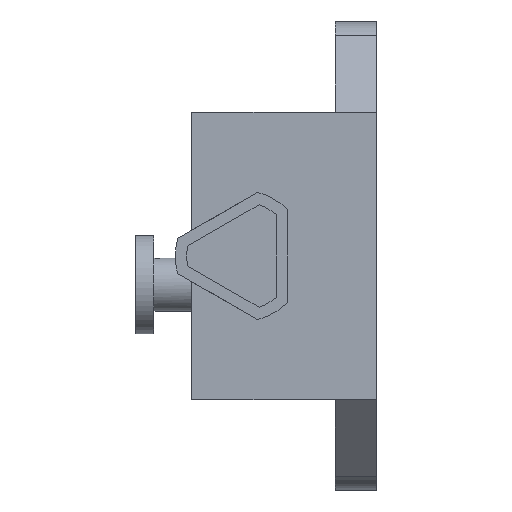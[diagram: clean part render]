
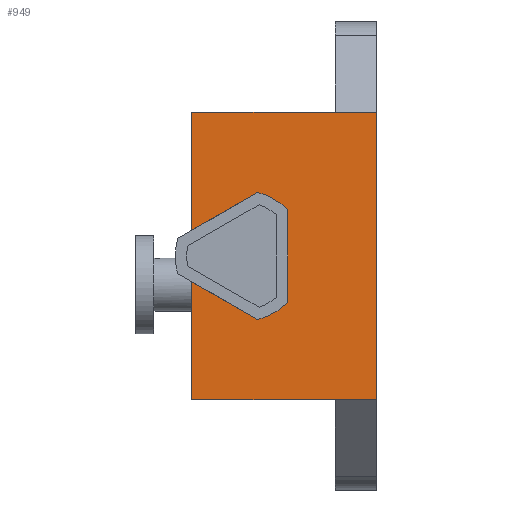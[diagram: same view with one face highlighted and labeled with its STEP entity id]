
A CAD part, left-side view. The second image highlights one B-rep face of the part: STEP entity #949.
In plain terms, the highlighted free-form (B-spline) face has degree [1, 1] with [2, 2] control points.
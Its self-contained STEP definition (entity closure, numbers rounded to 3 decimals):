
#593 = VERTEX_POINT('',#594);
#594 = CARTESIAN_POINT('',(-128.418,0.,33.542));
#599 = EDGE_CURVE('',#593,#600,#602,.T.);
#600 = VERTEX_POINT('',#601);
#601 = CARTESIAN_POINT('',(-128.418,0.,-33.542));
#602 = B_SPLINE_CURVE_WITH_KNOTS('',1,(#603,#604),.UNSPECIFIED.,.F.,.F.,
  (2,2),(-0.,70.),.PIECEWISE_BEZIER_KNOTS.);
#603 = CARTESIAN_POINT('',(-128.418,0.,33.542));
#604 = CARTESIAN_POINT('',(-128.418,0.,-33.542));
#926 = VERTEX_POINT('',#927);
#927 = CARTESIAN_POINT('',(-128.418,43.125,
    -33.542));
#932 = EDGE_CURVE('',#933,#926,#935,.T.);
#933 = VERTEX_POINT('',#934);
#934 = CARTESIAN_POINT('',(-128.418,43.125,
    33.542));
#935 = B_SPLINE_CURVE_WITH_KNOTS('',1,(#936,#937),.UNSPECIFIED.,.F.,.F.,
  (2,2),(-0.,70.),.PIECEWISE_BEZIER_KNOTS.);
#936 = CARTESIAN_POINT('',(-128.418,43.125,
    33.542));
#937 = CARTESIAN_POINT('',(-128.418,43.125,
    -33.542));
#949 = ADVANCED_FACE('',(#950,#964),#978,.F.);
#950 = FACE_BOUND('',#951,.T.);
#951 = EDGE_LOOP('',(#952));
#952 = ORIENTED_EDGE('',*,*,#953,.F.);
#953 = EDGE_CURVE('',#954,#954,#956,.T.);
#954 = VERTEX_POINT('',#955);
#955 = CARTESIAN_POINT('',(-128.418,31.625,
    5.75));
#956 = ( BOUNDED_CURVE() B_SPLINE_CURVE(2,(#957,#958,#959,#960,#961,#962
,#963),.UNSPECIFIED.,.T.,.F.) B_SPLINE_CURVE_WITH_KNOTS((1,2,2,2,2,1),(
    -2.094,0.,2.094,4.189,6.283,
8.378),.UNSPECIFIED.) CURVE() GEOMETRIC_REPRESENTATION_ITEM() 
RATIONAL_B_SPLINE_CURVE((1.,0.5,1.,0.5,1.,0.5,1.)) REPRESENTATION_ITEM(
  '') );
#957 = CARTESIAN_POINT('',(-128.418,31.625,
    5.75));
#958 = CARTESIAN_POINT('',(-128.418,41.585,
    5.75));
#959 = CARTESIAN_POINT('',(-128.418,36.605,
    -2.875));
#960 = CARTESIAN_POINT('',(-128.418,31.625,
    -11.5));
#961 = CARTESIAN_POINT('',(-128.418,26.646,
    -2.875));
#962 = CARTESIAN_POINT('',(-128.418,21.666,
    5.75));
#963 = CARTESIAN_POINT('',(-128.418,31.625,
    5.75));
#964 = FACE_BOUND('',#965,.T.);
#965 = EDGE_LOOP('',(#966,#971,#972,#977));
#966 = ORIENTED_EDGE('',*,*,#967,.T.);
#967 = EDGE_CURVE('',#926,#600,#968,.T.);
#968 = B_SPLINE_CURVE_WITH_KNOTS('',1,(#969,#970),.UNSPECIFIED.,.F.,.F.,
  (2,2),(0.,45.),.PIECEWISE_BEZIER_KNOTS.);
#969 = CARTESIAN_POINT('',(-128.418,43.125,
    -33.542));
#970 = CARTESIAN_POINT('',(-128.418,0.,-33.542));
#971 = ORIENTED_EDGE('',*,*,#599,.F.);
#972 = ORIENTED_EDGE('',*,*,#973,.F.);
#973 = EDGE_CURVE('',#933,#593,#974,.T.);
#974 = B_SPLINE_CURVE_WITH_KNOTS('',1,(#975,#976),.UNSPECIFIED.,.F.,.F.,
  (2,2),(0.,45.),.PIECEWISE_BEZIER_KNOTS.);
#975 = CARTESIAN_POINT('',(-128.418,43.125,
    33.542));
#976 = CARTESIAN_POINT('',(-128.418,0.,33.542));
#977 = ORIENTED_EDGE('',*,*,#932,.T.);
#978 = B_SPLINE_SURFACE_WITH_KNOTS('',1,1,(
    (#979,#980)
    ,(#981,#982
    )),.UNSPECIFIED.,.F.,.F.,.F.,(2,2),(2,2),(-0.,70.),(-45.,0.),
  .PIECEWISE_BEZIER_KNOTS.);
#979 = CARTESIAN_POINT('',(-128.418,0.,33.542));
#980 = CARTESIAN_POINT('',(-128.418,43.125,
    33.542));
#981 = CARTESIAN_POINT('',(-128.418,0.,-33.542));
#982 = CARTESIAN_POINT('',(-128.418,43.125,
    -33.542));
